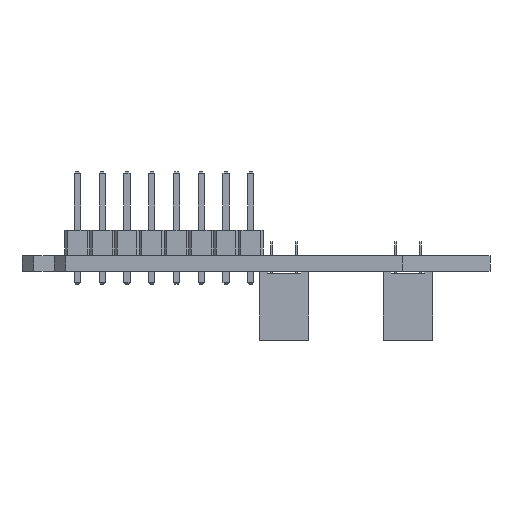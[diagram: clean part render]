
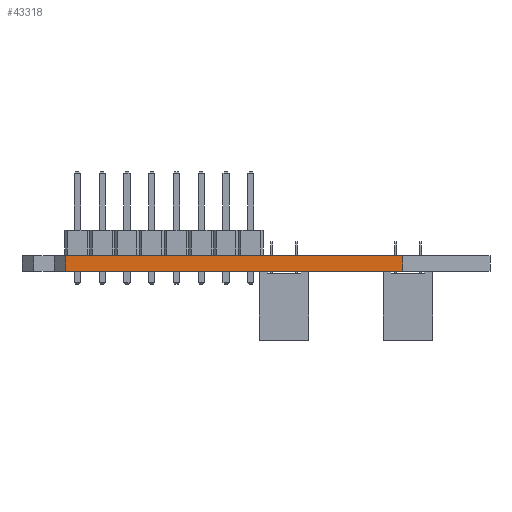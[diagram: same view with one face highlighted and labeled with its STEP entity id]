
A CAD part, left-side view. The second image highlights one B-rep face of the part: STEP entity #43318.
In plain terms, the highlighted planar face has unit normal (-1, 0, 0).
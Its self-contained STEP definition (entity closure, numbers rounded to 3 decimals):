
#38905 = PLANE('',#38906);
#38906 = AXIS2_PLACEMENT_3D('',#38907,#38908,#38909);
#38907 = CARTESIAN_POINT('',(178.074,-95.098,1.6));
#38908 = DIRECTION('',(0.,0.,-1.));
#38909 = DIRECTION('',(-1.,0.,0.));
#38964 = PLANE('',#38965);
#38965 = AXIS2_PLACEMENT_3D('',#38966,#38967,#38968);
#38966 = CARTESIAN_POINT('',(178.074,-95.098,0.));
#38967 = DIRECTION('',(0.,0.,-1.));
#38968 = DIRECTION('',(-1.,0.,0.));
#39161 = VERTEX_POINT('',#39162);
#39162 = CARTESIAN_POINT('',(149.105,-110.364,0.));
#39176 = PLANE('',#39177);
#39177 = AXIS2_PLACEMENT_3D('',#39178,#39179,#39180);
#39178 = CARTESIAN_POINT('',(149.105,-110.364,0.));
#39179 = DIRECTION('',(0.707,0.707,0.));
#39180 = DIRECTION('',(0.707,-0.707,0.));
#39188 = EDGE_CURVE('',#39189,#39161,#39191,.T.);
#39189 = VERTEX_POINT('',#39190);
#39190 = CARTESIAN_POINT('',(149.105,-75.813,0.));
#39191 = SURFACE_CURVE('',#39192,(#39196,#39203),.PCURVE_S1.);
#39192 = LINE('',#39193,#39194);
#39193 = CARTESIAN_POINT('',(149.105,-75.813,0.));
#39194 = VECTOR('',#39195,1.);
#39195 = DIRECTION('',(0.,-1.,0.));
#39196 = PCURVE('',#38964,#39197);
#39197 = DEFINITIONAL_REPRESENTATION('',(#39198),#39202);
#39198 = LINE('',#39199,#39200);
#39199 = CARTESIAN_POINT('',(28.969,19.285));
#39200 = VECTOR('',#39201,1.);
#39201 = DIRECTION('',(0.,-1.));
#39202 = ( GEOMETRIC_REPRESENTATION_CONTEXT(2) 
PARAMETRIC_REPRESENTATION_CONTEXT() REPRESENTATION_CONTEXT('2D SPACE',''
  ) );
#39203 = PCURVE('',#39204,#39209);
#39204 = PLANE('',#39205);
#39205 = AXIS2_PLACEMENT_3D('',#39206,#39207,#39208);
#39206 = CARTESIAN_POINT('',(149.105,-75.813,0.));
#39207 = DIRECTION('',(1.,0.,0.));
#39208 = DIRECTION('',(0.,-1.,0.));
#39209 = DEFINITIONAL_REPRESENTATION('',(#39210),#39214);
#39210 = LINE('',#39211,#39212);
#39211 = CARTESIAN_POINT('',(0.,0.));
#39212 = VECTOR('',#39213,1.);
#39213 = DIRECTION('',(1.,0.));
#39214 = ( GEOMETRIC_REPRESENTATION_CONTEXT(2) 
PARAMETRIC_REPRESENTATION_CONTEXT() REPRESENTATION_CONTEXT('2D SPACE',''
  ) );
#39232 = PLANE('',#39233);
#39233 = AXIS2_PLACEMENT_3D('',#39234,#39235,#39236);
#39234 = CARTESIAN_POINT('',(150.292,-74.626,0.));
#39235 = DIRECTION('',(0.707,-0.707,0.));
#39236 = DIRECTION('',(-0.707,-0.707,0.));
#41347 = VERTEX_POINT('',#41348);
#41348 = CARTESIAN_POINT('',(149.105,-110.364,1.6));
#41369 = EDGE_CURVE('',#41370,#41347,#41372,.T.);
#41370 = VERTEX_POINT('',#41371);
#41371 = CARTESIAN_POINT('',(149.105,-75.813,1.6));
#41372 = SURFACE_CURVE('',#41373,(#41377,#41384),.PCURVE_S1.);
#41373 = LINE('',#41374,#41375);
#41374 = CARTESIAN_POINT('',(149.105,-75.813,1.6));
#41375 = VECTOR('',#41376,1.);
#41376 = DIRECTION('',(0.,-1.,0.));
#41377 = PCURVE('',#38905,#41378);
#41378 = DEFINITIONAL_REPRESENTATION('',(#41379),#41383);
#41379 = LINE('',#41380,#41381);
#41380 = CARTESIAN_POINT('',(28.969,19.285));
#41381 = VECTOR('',#41382,1.);
#41382 = DIRECTION('',(0.,-1.));
#41383 = ( GEOMETRIC_REPRESENTATION_CONTEXT(2) 
PARAMETRIC_REPRESENTATION_CONTEXT() REPRESENTATION_CONTEXT('2D SPACE',''
  ) );
#41384 = PCURVE('',#39204,#41385);
#41385 = DEFINITIONAL_REPRESENTATION('',(#41386),#41390);
#41386 = LINE('',#41387,#41388);
#41387 = CARTESIAN_POINT('',(0.,-1.6));
#41388 = VECTOR('',#41389,1.);
#41389 = DIRECTION('',(1.,0.));
#41390 = ( GEOMETRIC_REPRESENTATION_CONTEXT(2) 
PARAMETRIC_REPRESENTATION_CONTEXT() REPRESENTATION_CONTEXT('2D SPACE',''
  ) );
#43268 = EDGE_CURVE('',#39161,#41347,#43269,.T.);
#43269 = SURFACE_CURVE('',#43270,(#43274,#43281),.PCURVE_S1.);
#43270 = LINE('',#43271,#43272);
#43271 = CARTESIAN_POINT('',(149.105,-110.364,0.));
#43272 = VECTOR('',#43273,1.);
#43273 = DIRECTION('',(0.,0.,1.));
#43274 = PCURVE('',#39176,#43275);
#43275 = DEFINITIONAL_REPRESENTATION('',(#43276),#43280);
#43276 = LINE('',#43277,#43278);
#43277 = CARTESIAN_POINT('',(0.,0.));
#43278 = VECTOR('',#43279,1.);
#43279 = DIRECTION('',(0.,-1.));
#43280 = ( GEOMETRIC_REPRESENTATION_CONTEXT(2) 
PARAMETRIC_REPRESENTATION_CONTEXT() REPRESENTATION_CONTEXT('2D SPACE',''
  ) );
#43281 = PCURVE('',#39204,#43282);
#43282 = DEFINITIONAL_REPRESENTATION('',(#43283),#43287);
#43283 = LINE('',#43284,#43285);
#43284 = CARTESIAN_POINT('',(34.551,0.));
#43285 = VECTOR('',#43286,1.);
#43286 = DIRECTION('',(0.,-1.));
#43287 = ( GEOMETRIC_REPRESENTATION_CONTEXT(2) 
PARAMETRIC_REPRESENTATION_CONTEXT() REPRESENTATION_CONTEXT('2D SPACE',''
  ) );
#43318 = ADVANCED_FACE('',(#43319),#39204,.F.);
#43319 = FACE_BOUND('',#43320,.F.);
#43320 = EDGE_LOOP('',(#43321,#43342,#43343,#43344));
#43321 = ORIENTED_EDGE('',*,*,#43322,.T.);
#43322 = EDGE_CURVE('',#39189,#41370,#43323,.T.);
#43323 = SURFACE_CURVE('',#43324,(#43328,#43335),.PCURVE_S1.);
#43324 = LINE('',#43325,#43326);
#43325 = CARTESIAN_POINT('',(149.105,-75.813,0.));
#43326 = VECTOR('',#43327,1.);
#43327 = DIRECTION('',(0.,0.,1.));
#43328 = PCURVE('',#39204,#43329);
#43329 = DEFINITIONAL_REPRESENTATION('',(#43330),#43334);
#43330 = LINE('',#43331,#43332);
#43331 = CARTESIAN_POINT('',(0.,0.));
#43332 = VECTOR('',#43333,1.);
#43333 = DIRECTION('',(0.,-1.));
#43334 = ( GEOMETRIC_REPRESENTATION_CONTEXT(2) 
PARAMETRIC_REPRESENTATION_CONTEXT() REPRESENTATION_CONTEXT('2D SPACE',''
  ) );
#43335 = PCURVE('',#39232,#43336);
#43336 = DEFINITIONAL_REPRESENTATION('',(#43337),#43341);
#43337 = LINE('',#43338,#43339);
#43338 = CARTESIAN_POINT('',(1.678,0.));
#43339 = VECTOR('',#43340,1.);
#43340 = DIRECTION('',(0.,-1.));
#43341 = ( GEOMETRIC_REPRESENTATION_CONTEXT(2) 
PARAMETRIC_REPRESENTATION_CONTEXT() REPRESENTATION_CONTEXT('2D SPACE',''
  ) );
#43342 = ORIENTED_EDGE('',*,*,#41369,.T.);
#43343 = ORIENTED_EDGE('',*,*,#43268,.F.);
#43344 = ORIENTED_EDGE('',*,*,#39188,.F.);
